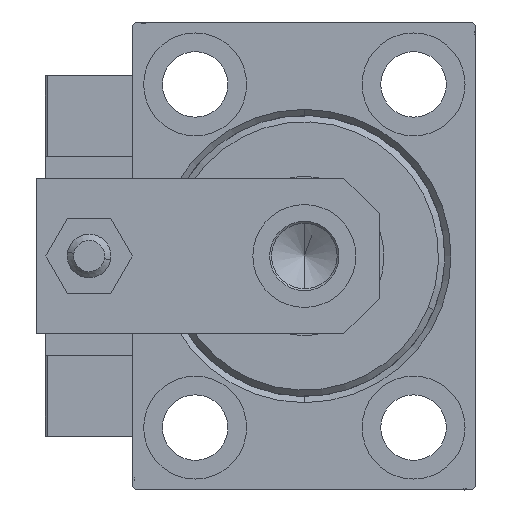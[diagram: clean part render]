
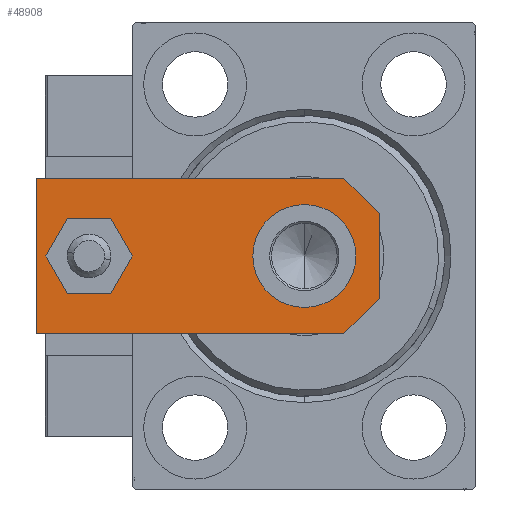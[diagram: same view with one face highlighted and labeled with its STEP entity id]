
A CAD part, left-side view. The second image highlights one B-rep face of the part: STEP entity #48908.
In plain terms, the highlighted face is planar.
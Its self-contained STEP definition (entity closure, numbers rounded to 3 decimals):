
#533 = FACE_BOUND ( 'NONE', #1981, .T. ) ;
#557 = CARTESIAN_POINT ( 'NONE',  ( 12.5, 55., 6. ) ) ;
#812 = LINE ( 'NONE', #557, #21883 ) ;
#896 = CARTESIAN_POINT ( 'NONE',  ( 0., 46.5, 6. ) ) ;
#1000 = ORIENTED_EDGE ( 'NONE', *, *, #5746, .T. ) ;
#1421 = ORIENTED_EDGE ( 'NONE', *, *, #12604, .T. ) ;
#1441 = DIRECTION ( 'NONE',  ( 1., 0., 0. ) ) ;
#1981 = EDGE_LOOP ( 'NONE', ( #49143, #34857 ) ) ;
#2575 = LINE ( 'NONE', #18028, #14897 ) ;
#3720 = CARTESIAN_POINT ( 'NONE',  ( -12.5, 55., 6. ) ) ;
#3729 = CIRCLE ( 'NONE', #23110, 4. ) ;
#5746 = EDGE_CURVE ( 'NONE', #8408, #49923, #43147, .T. ) ;
#6181 = EDGE_LOOP ( 'NONE', ( #1421, #49816, #1000, #25812, #41456, #45337 ) ) ;
#8408 = VERTEX_POINT ( 'NONE', #21689 ) ;
#8482 = EDGE_LOOP ( 'NONE', ( #10351, #23347 ) ) ;
#9824 = CIRCLE ( 'NONE', #26823, 4. ) ;
#10226 = VERTEX_POINT ( 'NONE', #20255 ) ;
#10351 = ORIENTED_EDGE ( 'NONE', *, *, #31018, .F. ) ;
#10477 = CARTESIAN_POINT ( 'NONE',  ( 4., 46.5, 6. ) ) ;
#12604 = EDGE_CURVE ( 'NONE', #15830, #10226, #34896, .T. ) ;
#12722 = VECTOR ( 'NONE', #24971, 1000. ) ;
#14224 = DIRECTION ( 'NONE',  ( 0.707, -0.707, 0. ) ) ;
#14771 = CIRCLE ( 'NONE', #21245, 8.25 ) ;
#14897 = VECTOR ( 'NONE', #14224, 1000. ) ;
#15830 = VERTEX_POINT ( 'NONE', #3720 ) ;
#15868 = DIRECTION ( 'NONE',  ( 1., 0., 0. ) ) ;
#16338 = VERTEX_POINT ( 'NONE', #48690 ) ;
#16625 = CARTESIAN_POINT ( 'NONE',  ( -4., 46.5, 6. ) ) ;
#16728 = CARTESIAN_POINT ( 'NONE',  ( 12.5, 55., 6. ) ) ;
#17185 = EDGE_CURVE ( 'NONE', #16338, #34992, #28805, .T. ) ;
#17658 = CARTESIAN_POINT ( 'NONE',  ( 12.5, 0., 6. ) ) ;
#17675 = VECTOR ( 'NONE', #27277, 1000. ) ;
#18028 = CARTESIAN_POINT ( 'NONE',  ( -3.42, -3.42, 6. ) ) ;
#19410 = VECTOR ( 'NONE', #31482, 1000. ) ;
#20201 = CARTESIAN_POINT ( 'NONE',  ( 8.25, 12., 6. ) ) ;
#20255 = CARTESIAN_POINT ( 'NONE',  ( -12.5, 5.66, 6. ) ) ;
#20319 = CARTESIAN_POINT ( 'NONE',  ( -12.5, 0., 6. ) ) ;
#20322 = VERTEX_POINT ( 'NONE', #16625 ) ;
#20898 = EDGE_CURVE ( 'NONE', #34992, #15830, #812, .T. ) ;
#21047 = CARTESIAN_POINT ( 'NONE',  ( 6.84, 0., 6. ) ) ;
#21245 = AXIS2_PLACEMENT_3D ( 'NONE', #30777, #37640, #34584 ) ;
#21689 = CARTESIAN_POINT ( 'NONE',  ( -6.84, 0., 6. ) ) ;
#21883 = VECTOR ( 'NONE', #23861, 1000. ) ;
#22417 = AXIS2_PLACEMENT_3D ( 'NONE', #32131, #39997, #35266 ) ;
#22923 = VERTEX_POINT ( 'NONE', #20201 ) ;
#23110 = AXIS2_PLACEMENT_3D ( 'NONE', #49863, #31082, #15868 ) ;
#23246 = EDGE_CURVE ( 'NONE', #26008, #20322, #9824, .T. ) ;
#23347 = ORIENTED_EDGE ( 'NONE', *, *, #25496, .F. ) ;
#23861 = DIRECTION ( 'NONE',  ( -1., 0., 0. ) ) ;
#24770 = FACE_OUTER_BOUND ( 'NONE', #6181, .T. ) ;
#24971 = DIRECTION ( 'NONE',  ( 0.707, 0.707, 0. ) ) ;
#25496 = EDGE_CURVE ( 'NONE', #22923, #27864, #14771, .T. ) ;
#25812 = ORIENTED_EDGE ( 'NONE', *, *, #49202, .T. ) ;
#26008 = VERTEX_POINT ( 'NONE', #10477 ) ;
#26823 = AXIS2_PLACEMENT_3D ( 'NONE', #896, #39682, #35371 ) ;
#27277 = DIRECTION ( 'NONE',  ( 0., -1., 0. ) ) ;
#27864 = VERTEX_POINT ( 'NONE', #44163 ) ;
#28805 = LINE ( 'NONE', #17658, #38736 ) ;
#30777 = CARTESIAN_POINT ( 'NONE',  ( 0., 12., 6. ) ) ;
#31018 = EDGE_CURVE ( 'NONE', #27864, #22923, #46402, .T. ) ;
#31082 = DIRECTION ( 'NONE',  ( 0., 0., 1. ) ) ;
#31482 = DIRECTION ( 'NONE',  ( 1., 0., 0. ) ) ;
#32131 = CARTESIAN_POINT ( 'NONE',  ( 0., 0., 6. ) ) ;
#34584 = DIRECTION ( 'NONE',  ( 1., 0., 0. ) ) ;
#34857 = ORIENTED_EDGE ( 'NONE', *, *, #23246, .F. ) ;
#34896 = LINE ( 'NONE', #46551, #17675 ) ;
#34992 = VERTEX_POINT ( 'NONE', #16728 ) ;
#35266 = DIRECTION ( 'NONE',  ( 1., 0., 0. ) ) ;
#35371 = DIRECTION ( 'NONE',  ( 1., 0., 0. ) ) ;
#36456 = PLANE ( 'NONE',  #22417 ) ;
#36643 = LINE ( 'NONE', #45010, #12722 ) ;
#37365 = EDGE_CURVE ( 'NONE', #10226, #8408, #2575, .T. ) ;
#37640 = DIRECTION ( 'NONE',  ( 0., 0., 1. ) ) ;
#38736 = VECTOR ( 'NONE', #44292, 1000. ) ;
#39682 = DIRECTION ( 'NONE',  ( 0., 0., 1. ) ) ;
#39997 = DIRECTION ( 'NONE',  ( 0., 0., 1. ) ) ;
#40247 = FACE_BOUND ( 'NONE', #8482, .T. ) ;
#41456 = ORIENTED_EDGE ( 'NONE', *, *, #17185, .T. ) ;
#41938 = EDGE_CURVE ( 'NONE', #20322, #26008, #3729, .T. ) ;
#42348 = AXIS2_PLACEMENT_3D ( 'NONE', #48592, #43533, #1441 ) ;
#43147 = LINE ( 'NONE', #20319, #19410 ) ;
#43533 = DIRECTION ( 'NONE',  ( 0., 0., 1. ) ) ;
#44163 = CARTESIAN_POINT ( 'NONE',  ( -8.25, 12., 6. ) ) ;
#44292 = DIRECTION ( 'NONE',  ( 0., 1., 0. ) ) ;
#45010 = CARTESIAN_POINT ( 'NONE',  ( 3.42, -3.42, 6. ) ) ;
#45337 = ORIENTED_EDGE ( 'NONE', *, *, #20898, .T. ) ;
#46402 = CIRCLE ( 'NONE', #42348, 8.25 ) ;
#46551 = CARTESIAN_POINT ( 'NONE',  ( -12.5, 55., 6. ) ) ;
#48592 = CARTESIAN_POINT ( 'NONE',  ( 0., 12., 6. ) ) ;
#48690 = CARTESIAN_POINT ( 'NONE',  ( 12.5, 5.66, 6. ) ) ;
#48908 = ADVANCED_FACE ( 'NONE', ( #533, #24770, #40247 ), #36456, .T. ) ;
#49143 = ORIENTED_EDGE ( 'NONE', *, *, #41938, .F. ) ;
#49202 = EDGE_CURVE ( 'NONE', #49923, #16338, #36643, .T. ) ;
#49816 = ORIENTED_EDGE ( 'NONE', *, *, #37365, .T. ) ;
#49863 = CARTESIAN_POINT ( 'NONE',  ( 0., 46.5, 6. ) ) ;
#49923 = VERTEX_POINT ( 'NONE', #21047 ) ;
